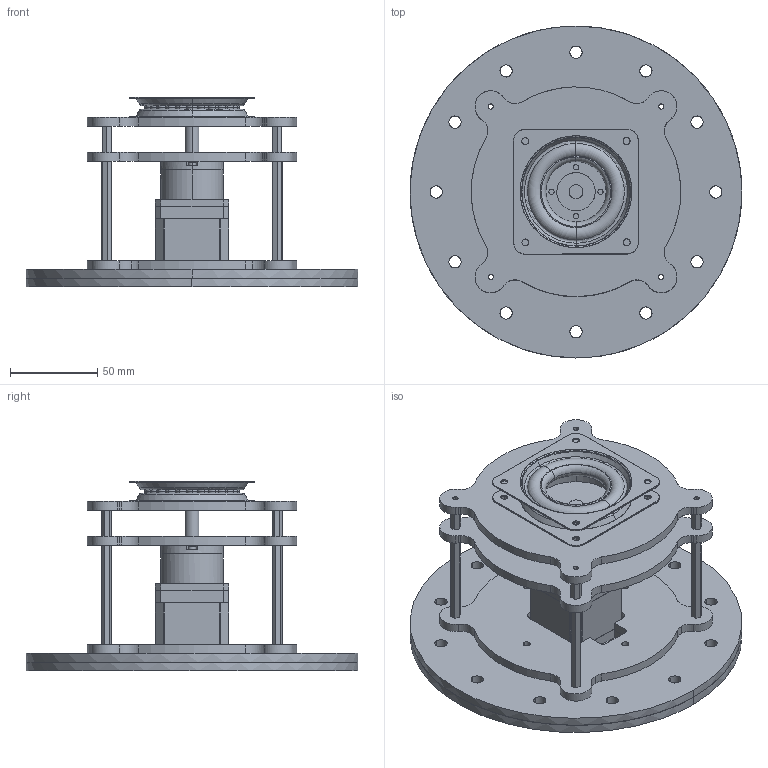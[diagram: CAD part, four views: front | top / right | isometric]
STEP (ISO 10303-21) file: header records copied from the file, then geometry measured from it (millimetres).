
FILE_DESCRIPTION (( 'STEP AP203' ), '1' );
FILE_NAME ('Base_Default_sldprt.STEP', '2024-10-18T06:09:02', ( '' ), ( '' ), 'SwSTEP 2.0', 'SolidWorks 2023', '' );
FILE_SCHEMA (( 'CONFIG_CONTROL_DESIGN' ));
Length unit declared in the file: millimetre
Products named in the file (1): Base_Default_sldprt
Bounding box: 189.87 x 190 x 108.7 mm (x, y, z)
Volume: 555051.1 mm3; surface area: 257457.7 mm2
Topology: 49 solids, 49 shells, 671 faces, 1751 edges, 1085 vertices
Faces by surface type: cylinder 326, plane 173, sphere 96, torus 56, cone 20
Entity records: 31979 total; most frequent: CARTESIAN_POINT 18731, ORIENTED_EDGE 3310, EDGE_CURVE 1655, B_SPLINE_CURVE_WITH_KNOTS 1559, DIRECTION 1536, VERTEX_POINT 1085, EDGE_LOOP 860, AXIS2_PLACEMENT_3D 768
